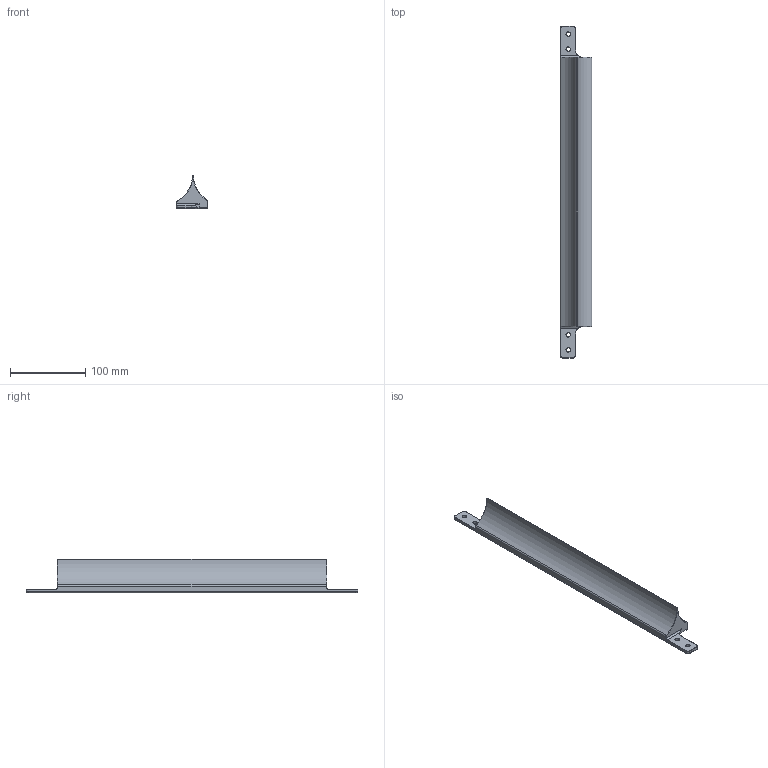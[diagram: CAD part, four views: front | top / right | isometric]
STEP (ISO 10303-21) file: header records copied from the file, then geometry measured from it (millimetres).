
FILE_DESCRIPTION(/* description */ (''),/* implementation_level */ '2;1');
FILE_NAME(/* name */ 'Step''s/1-Peeler v2 v11.step',/* time_stamp */ '2019-10-20T16:55:48-04:00',/* author */ (''),/* organization */ (''),/* preprocessor_version */ 'ST-DEVELOPER v18',/* originating_system */ 'Autodesk Translation Framework v8.6.0.1094',/* authorisation */ '');
FILE_SCHEMA (('AUTOMOTIVE_DESIGN { 1 0 10303 214 3 1 1 }'));
Length unit declared in the file: millimetre
Products named in the file (1): 1-Peeler v2
Bounding box: 41.4 x 441 x 45 mm (x, y, z)
Volume: 118658.1 mm3; surface area: 98332.5 mm2
Topology: 1 solids, 2 shells, 104 faces, 235 edges, 135 vertices
Faces by surface type: cylinder 47, plane 22, torus 19, bspline 8, sphere 4, cone 4
Full cylindrical faces by diameter (mm): 5.5 x4, 10 x4
Entity records: 3070 total; most frequent: CARTESIAN_POINT 657, DIRECTION 550, ORIENTED_EDGE 462, EDGE_CURVE 231, AXIS2_PLACEMENT_3D 228, VERTEX_POINT 135, CIRCLE 127, EDGE_LOOP 116
